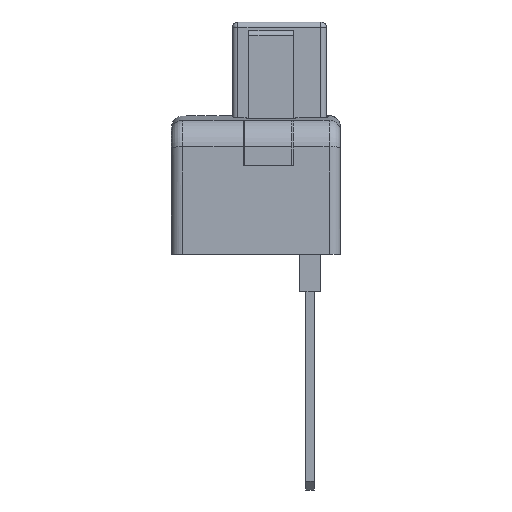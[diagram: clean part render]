
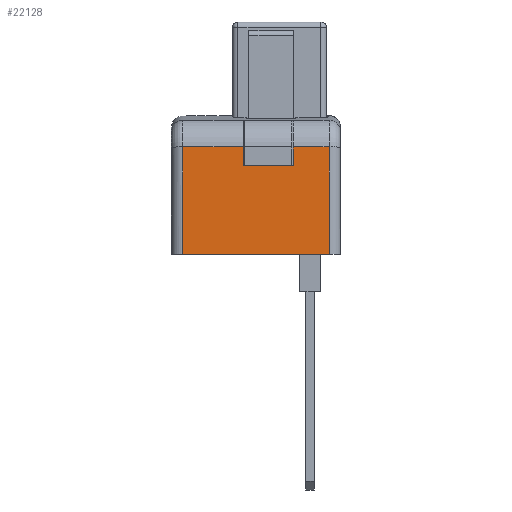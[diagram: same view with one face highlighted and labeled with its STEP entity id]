
A CAD part, front view. The second image highlights one B-rep face of the part: STEP entity #22128.
In plain terms, the highlighted planar face has unit normal (0, -1, 0).
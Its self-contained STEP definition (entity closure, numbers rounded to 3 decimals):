
#91 = VERTEX_POINT ( 'NONE', #24989 ) ;
#180 = EDGE_CURVE ( 'NONE', #21520, #91, #25184, .T. ) ;
#7477 = CARTESIAN_POINT ( 'NONE',  ( 29., -40.527, -19.886 ) ) ;
#8664 = CARTESIAN_POINT ( 'NONE',  ( 22.5, -40.527, -0.463 ) ) ;
#8665 = DIRECTION ( 'NONE',  ( 0., 0., -1. ) ) ;
#8666 = VECTOR ( 'NONE', #8665, 1000. ) ;
#8667 = CARTESIAN_POINT ( 'NONE',  ( 22.5, -40.527, -19.886 ) ) ;
#8668 = LINE ( 'NONE', #8667, #8666 ) ;
#8669 = CARTESIAN_POINT ( 'NONE',  ( 22.5, -40.527, -3.886 ) ) ;
#8714 = CARTESIAN_POINT ( 'NONE',  ( 13.5, -40.527, -3.886 ) ) ;
#8715 = DIRECTION ( 'NONE',  ( 0., 0., 1. ) ) ;
#8716 = VECTOR ( 'NONE', #8715, 1000. ) ;
#8717 = CARTESIAN_POINT ( 'NONE',  ( 13.5, -40.527, -19.886 ) ) ;
#8718 = LINE ( 'NONE', #8717, #8716 ) ;
#8719 = CARTESIAN_POINT ( 'NONE',  ( 13.5, -40.527, -0.463 ) ) ;
#8944 = DIRECTION ( 'NONE',  ( -1., 0., 0. ) ) ;
#8945 = VECTOR ( 'NONE', #8944, 1000. ) ;
#8946 = CARTESIAN_POINT ( 'NONE',  ( 31., -40.527, -0.463 ) ) ;
#8947 = LINE ( 'NONE', #8946, #8945 ) ;
#8949 = CARTESIAN_POINT ( 'NONE',  ( 29., -40.527, -0.463 ) ) ;
#8950 = DIRECTION ( 'NONE',  ( 0., 0., 1. ) ) ;
#8951 = VECTOR ( 'NONE', #8950, 1000. ) ;
#8952 = CARTESIAN_POINT ( 'NONE',  ( 29., -40.527, -19.886 ) ) ;
#8953 = LINE ( 'NONE', #8952, #8951 ) ;
#8954 = DIRECTION ( 'NONE',  ( 0., 0., -1. ) ) ;
#8955 = VECTOR ( 'NONE', #8954, 1000. ) ;
#8956 = CARTESIAN_POINT ( 'NONE',  ( 2.5, -40.527, -19.886 ) ) ;
#8957 = LINE ( 'NONE', #8956, #8955 ) ;
#8958 = DIRECTION ( 'NONE',  ( -1., 0., 0. ) ) ;
#8959 = VECTOR ( 'NONE', #8958, 1000. ) ;
#8960 = CARTESIAN_POINT ( 'NONE',  ( 31., -40.527, -0.463 ) ) ;
#8961 = LINE ( 'NONE', #8960, #8959 ) ;
#8982 = PLANE ( 'NONE',  #8985 ) ;
#8985 = AXIS2_PLACEMENT_3D ( 'NONE', #9031, #9030, #9029 ) ;
#9003 = FACE_OUTER_BOUND ( 'NONE', #22129, .T. ) ;
#9024 = CARTESIAN_POINT ( 'NONE',  ( 2.5, -40.527, -0.463 ) ) ;
#9025 = DIRECTION ( 'NONE',  ( 1., 0., 0. ) ) ;
#9026 = VECTOR ( 'NONE', #9025, 1000. ) ;
#9027 = CARTESIAN_POINT ( 'NONE',  ( 31., -40.527, -3.886 ) ) ;
#9028 = LINE ( 'NONE', #9027, #9026 ) ;
#9029 = DIRECTION ( 'NONE',  ( 0., 0., -1. ) ) ;
#9030 = DIRECTION ( 'NONE',  ( 0., -1., 0. ) ) ;
#9031 = CARTESIAN_POINT ( 'NONE',  ( 31., -40.527, -19.886 ) ) ;
#21520 = VERTEX_POINT ( 'NONE', #7477 ) ;
#22033 = VERTEX_POINT ( 'NONE', #8669 ) ;
#22035 = EDGE_CURVE ( 'NONE', #22036, #22033, #8668, .T. ) ;
#22036 = VERTEX_POINT ( 'NONE', #8664 ) ;
#22040 = VERTEX_POINT ( 'NONE', #8719 ) ;
#22042 = EDGE_CURVE ( 'NONE', #22043, #22040, #8718, .T. ) ;
#22043 = VERTEX_POINT ( 'NONE', #8714 ) ;
#22107 = ORIENTED_EDGE ( 'NONE', *, *, #22108, .T. ) ;
#22108 = EDGE_CURVE ( 'NONE', #22040, #22133, #8961, .T. ) ;
#22109 = ORIENTED_EDGE ( 'NONE', *, *, #22110, .T. ) ;
#22110 = EDGE_CURVE ( 'NONE', #22133, #91, #8957, .T. ) ;
#22111 = ORIENTED_EDGE ( 'NONE', *, *, #180, .F. ) ;
#22112 = ORIENTED_EDGE ( 'NONE', *, *, #22113, .T. ) ;
#22113 = EDGE_CURVE ( 'NONE', #21520, #22114, #8953, .T. ) ;
#22114 = VERTEX_POINT ( 'NONE', #8949 ) ;
#22115 = ORIENTED_EDGE ( 'NONE', *, *, #22117, .T. ) ;
#22117 = EDGE_CURVE ( 'NONE', #22114, #22036, #8947, .T. ) ;
#22118 = ORIENTED_EDGE ( 'NONE', *, *, #22035, .T. ) ;
#22128 = ADVANCED_FACE ( 'NONE', ( #9003 ), #8982, .T. ) ;
#22129 = EDGE_LOOP ( 'NONE', ( #22130, #22132, #22107, #22109, #22111, #22112, #22115, #22118 ) ) ;
#22130 = ORIENTED_EDGE ( 'NONE', *, *, #22131, .F. ) ;
#22131 = EDGE_CURVE ( 'NONE', #22043, #22033, #9028, .T. ) ;
#22132 = ORIENTED_EDGE ( 'NONE', *, *, #22042, .T. ) ;
#22133 = VERTEX_POINT ( 'NONE', #9024 ) ;
#24989 = CARTESIAN_POINT ( 'NONE',  ( 2.5, -40.527, -19.886 ) ) ;
#25181 = DIRECTION ( 'NONE',  ( -1., 0., 0. ) ) ;
#25182 = VECTOR ( 'NONE', #25181, 1000. ) ;
#25183 = CARTESIAN_POINT ( 'NONE',  ( 31., -40.527, -19.886 ) ) ;
#25184 = LINE ( 'NONE', #25183, #25182 ) ;
